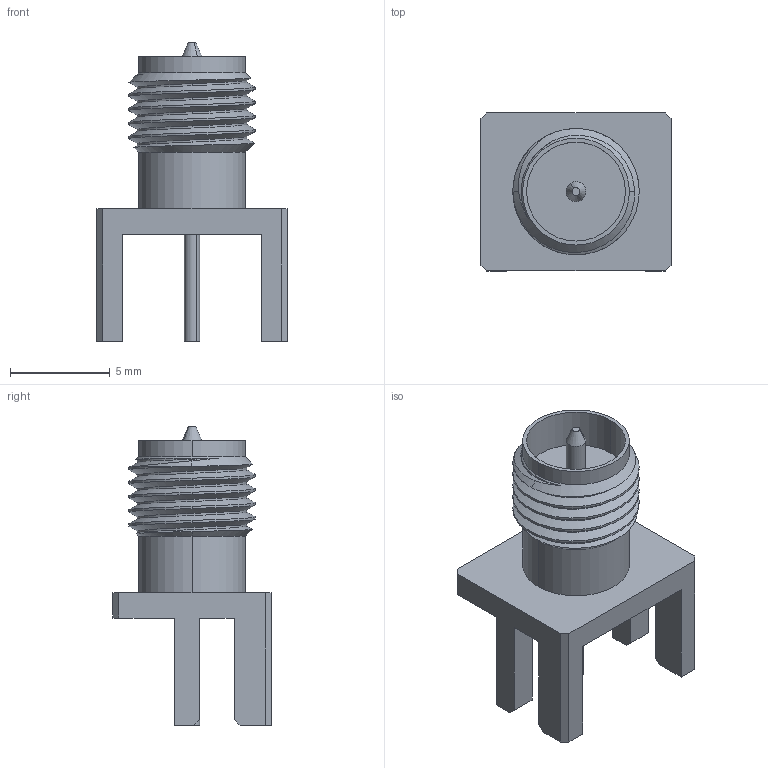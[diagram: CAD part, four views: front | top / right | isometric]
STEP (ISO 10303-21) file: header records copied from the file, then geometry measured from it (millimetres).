
FILE_DESCRIPTION(('STEP AP242'),'1');
FILE_NAME('63012202124505.stp','2019-06-27T08:58:50',('TraceParts'),('TraceParts S.A.'),'Spatial InterOp 3D',' ',' ');
FILE_SCHEMA(('AP242_MANAGED_MODEL_BASED_3D_ENGINEERING_MIM_LF {1 0 10303 442 1 1 4}'));
Length unit declared in the file: millimetre
Products named in the file (1): 63012202124505
Bounding box: 9.52 x 7.92 x 14.97 mm (x, y, z)
Volume: 290.9 mm3; surface area: 559.2 mm2
Topology: 1 solids, 3 shells, 90 faces, 240 edges, 159 vertices
Faces by surface type: cylinder 41, plane 35, cone 8, torus 4, bspline 2
Entity records: 6319 total; most frequent: CARTESIAN_POINT 3420, ORIENTED_EDGE 480, DIRECTION 429, EDGE_CURVE 240, VERTEX_POINT 159, AXIS2_PLACEMENT_3D 152, LINE 125, VECTOR 125
